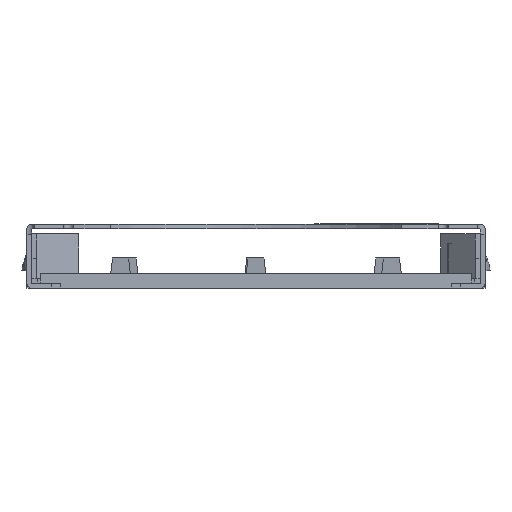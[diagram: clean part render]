
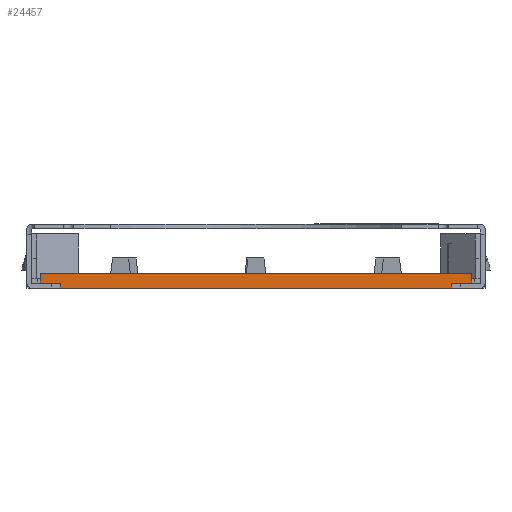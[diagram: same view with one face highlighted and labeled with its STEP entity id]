
A CAD part, front view. The second image highlights one B-rep face of the part: STEP entity #24457.
In plain terms, the highlighted face is planar.
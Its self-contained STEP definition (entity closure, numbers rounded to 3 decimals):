
#884=FACE_OUTER_BOUND('',#2173,.T.);
#2173=EDGE_LOOP('',(#16498,#16499,#16500,#16501,#16502,#16503,#16504,#16505));
#3454=LINE('',#33600,#6676);
#3584=LINE('',#33862,#6806);
#3818=LINE('',#34373,#7040);
#3821=LINE('',#34380,#7043);
#3822=LINE('',#34381,#7044);
#3823=LINE('',#34383,#7045);
#3824=LINE('',#34385,#7046);
#3825=LINE('',#34386,#7047);
#6676=VECTOR('',#27267,7.95);
#6806=VECTOR('',#27411,8.75);
#7040=VECTOR('',#27761,0.2);
#7043=VECTOR('',#27768,0.1);
#7044=VECTOR('',#27769,0.4);
#7045=VECTOR('',#27770,0.2);
#7046=VECTOR('',#27771,0.4);
#7047=VECTOR('',#27772,0.1);
#9897=VERTEX_POINT('',#33596);
#9899=VERTEX_POINT('',#33599);
#10023=VERTEX_POINT('',#33859);
#10024=VERTEX_POINT('',#33861);
#10225=VERTEX_POINT('',#34366);
#10229=VERTEX_POINT('',#34379);
#10230=VERTEX_POINT('',#34382);
#10231=VERTEX_POINT('',#34384);
#12334=EDGE_CURVE('',#9897,#9899,#3454,.T.);
#12464=EDGE_CURVE('',#10023,#10024,#3584,.T.);
#12718=EDGE_CURVE('',#10225,#10024,#3818,.T.);
#12721=EDGE_CURVE('',#10229,#9897,#3821,.T.);
#12722=EDGE_CURVE('',#10225,#10229,#3822,.T.);
#12723=EDGE_CURVE('',#10230,#10023,#3823,.T.);
#12724=EDGE_CURVE('',#10230,#10231,#3824,.T.);
#12725=EDGE_CURVE('',#10231,#9899,#3825,.T.);
#16498=ORIENTED_EDGE('',*,*,#12334,.F.);
#16499=ORIENTED_EDGE('',*,*,#12721,.F.);
#16500=ORIENTED_EDGE('',*,*,#12722,.F.);
#16501=ORIENTED_EDGE('',*,*,#12718,.T.);
#16502=ORIENTED_EDGE('',*,*,#12464,.F.);
#16503=ORIENTED_EDGE('',*,*,#12723,.F.);
#16504=ORIENTED_EDGE('',*,*,#12724,.T.);
#16505=ORIENTED_EDGE('',*,*,#12725,.T.);
#23392=PLANE('',#25775);
#24457=ADVANCED_FACE('',(#884),#23392,.F.);
#25775=AXIS2_PLACEMENT_3D('',#34378,#27766,#27767);
#27267=DIRECTION('',(1.,0.,0.));
#27411=DIRECTION('',(-1.,0.,0.));
#27761=DIRECTION('',(0.,0.,1.));
#27766=DIRECTION('center_axis',(0.,-1.,0.));
#27767=DIRECTION('ref_axis',(1.,0.,0.));
#27768=DIRECTION('',(0.,0.,-1.));
#27769=DIRECTION('',(1.,0.,0.));
#27770=DIRECTION('',(0.,0.,1.));
#27771=DIRECTION('',(-1.,0.,0.));
#27772=DIRECTION('',(0.,0.,-1.));
#33596=CARTESIAN_POINT('',(-3.975,6.25,-0.1));
#33599=CARTESIAN_POINT('',(3.975,6.25,-0.1));
#33600=CARTESIAN_POINT('',(-4.55,6.25,-0.1));
#33859=CARTESIAN_POINT('',(4.375,6.25,0.2));
#33861=CARTESIAN_POINT('',(-4.375,6.25,0.2));
#33862=CARTESIAN_POINT('',(4.55,6.25,0.2));
#34366=CARTESIAN_POINT('',(-4.375,6.25,0.));
#34373=CARTESIAN_POINT('',(-4.375,6.25,-15.381));
#34378=CARTESIAN_POINT('Origin',(-4.55,6.25,-0.1));
#34379=CARTESIAN_POINT('',(-3.975,6.25,0.));
#34380=CARTESIAN_POINT('',(-3.975,6.25,0.));
#34381=CARTESIAN_POINT('',(-4.375,6.25,0.));
#34382=CARTESIAN_POINT('',(4.375,6.25,0.));
#34383=CARTESIAN_POINT('',(4.375,6.25,-15.381));
#34384=CARTESIAN_POINT('',(3.975,6.25,0.));
#34385=CARTESIAN_POINT('',(4.375,6.25,0.));
#34386=CARTESIAN_POINT('',(3.975,6.25,0.));
